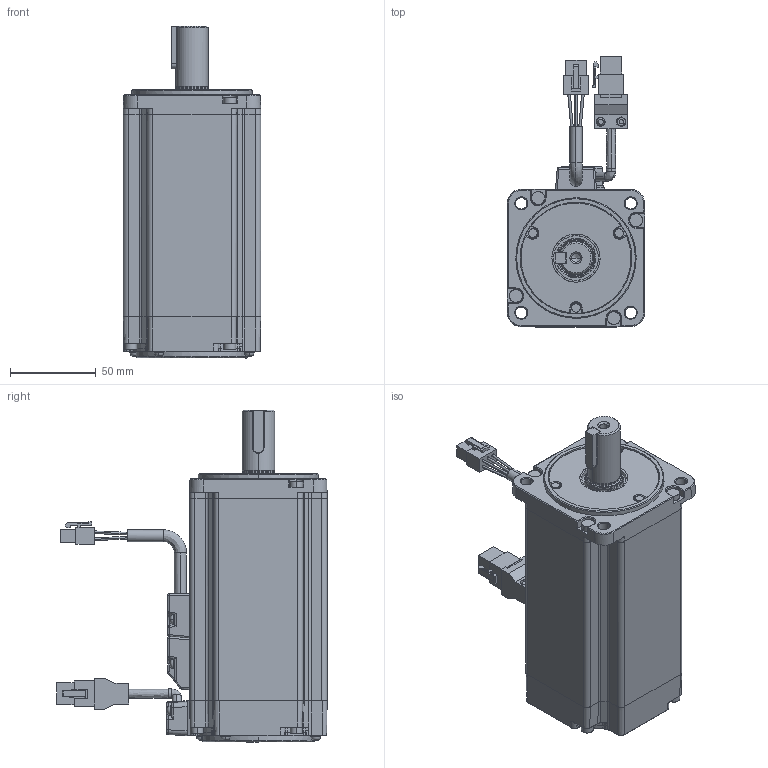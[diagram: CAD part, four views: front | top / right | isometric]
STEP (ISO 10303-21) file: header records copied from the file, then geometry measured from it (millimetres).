
FILE_DESCRIPTION (( 'STEP AP214' ), '1' );
FILE_NAME ('SV2L-207B.STEP', '2024-12-11T13:01:35', ( '' ), ( '' ), 'SwSTEP 2.0', 'SolidWorks 2021', '' );
FILE_SCHEMA (( 'AUTOMOTIVE_DESIGN' ));
Length unit declared in the file: millimetre
Products named in the file (1): SV2L-207B
Bounding box: 80 x 157.3 x 193.2 mm (x, y, z)
Volume: 912006 mm3; surface area: 75385.9 mm2
Topology: 3 solids, 4 shells, 965 faces, 2405 edges, 1492 vertices
Faces by surface type: plane 372, cylinder 329, bspline 155, cone 81, torus 28
Entity records: 41889 total; most frequent: CARTESIAN_POINT 21359, ORIENTED_EDGE 4806, DIRECTION 3340, EDGE_CURVE 2403, VERTEX_POINT 1492, AXIS2_PLACEMENT_3D 1124, LINE 1092, VECTOR 1092
